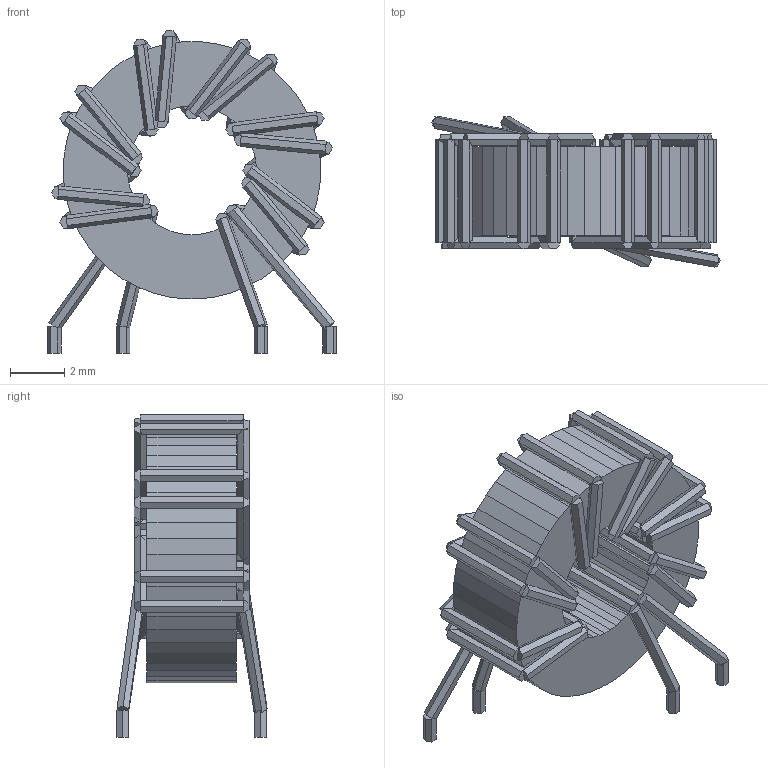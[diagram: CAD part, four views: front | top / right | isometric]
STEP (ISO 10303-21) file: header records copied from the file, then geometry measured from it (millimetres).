
FILE_DESCRIPTION(('FreeCAD Model'),'2;1');
FILE_NAME('Transformer_1P_1S_Toroid_Vertical_D10.5mm_Amidon-FT37.step','2019-11-18T16:41:19',('Author'),('') ,'Open CASCADE STEP processor 6.9','FreeCAD','Unknown');
FILE_SCHEMA(('AUTOMOTIVE_DESIGN { 1 0 10303 214 1 1 1 1 }'));
Length unit declared in the file: millimetre
Products named in the file (1): union014
Bounding box: 10.66 x 5.54 x 11.9 mm (x, y, z)
Volume: 206.3 mm3; surface area: 548 mm2
Topology: 1 solids, 1 shells, 592 faces, 1797 edges, 1180 vertices
Faces by surface type: plane 592
Entity records: 46053 total; most frequent: CARTESIAN_POINT 8326, DIRECTION 5415, LINE 4229, VECTOR 4229, ORIENTED_EDGE 3598, PCURVE 3594, DEFINITIONAL_REPRESENTATION 3594, EDGE_CURVE 1797
